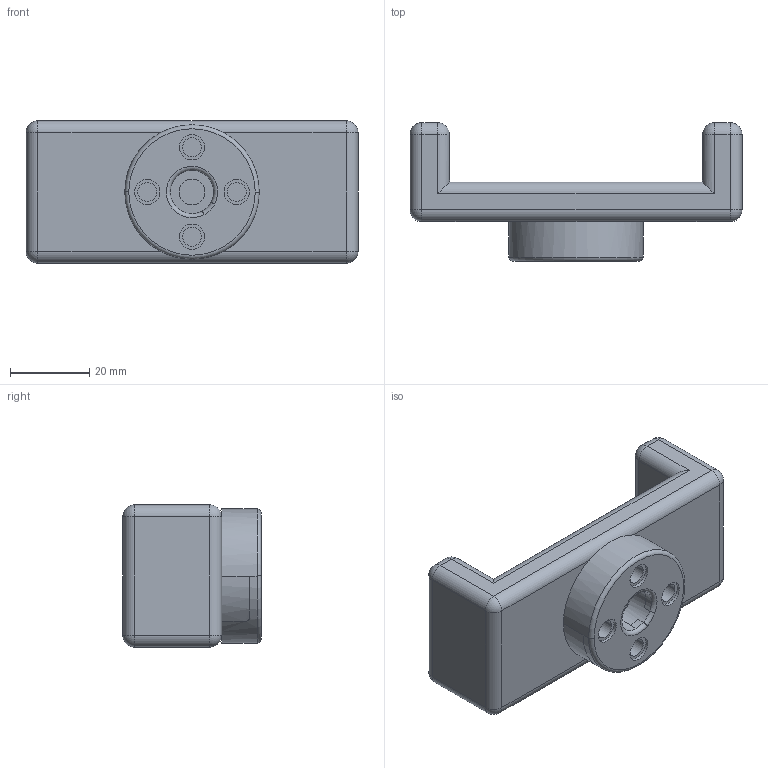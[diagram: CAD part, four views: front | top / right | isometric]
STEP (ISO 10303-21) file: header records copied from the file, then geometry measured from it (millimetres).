
FILE_DESCRIPTION (( 'STEP AP214' ), '1' );
FILE_NAME ('忒儂標厥ん-褫俋楷.STEP', '2023-04-21T03:54:52', ( '' ), ( '' ), 'SwSTEP 2.0', 'SolidWorks 2018', '' );
FILE_SCHEMA (( 'AUTOMOTIVE_DESIGN' ));
Length unit declared in the file: millimetre
Products named in the file (1): 忒儂標厥ん-褫俋楷
Bounding box: 84 x 35 x 36 mm (x, y, z)
Volume: 43699.1 mm3; surface area: 15133.8 mm2
Topology: 1 solids, 1 shells, 158 faces, 377 edges, 220 vertices
Faces by surface type: cylinder 85, plane 41, sphere 20, torus 12
Entity records: 4779 total; most frequent: CARTESIAN_POINT 1046, DIRECTION 855, ORIENTED_EDGE 730, EDGE_CURVE 365, AXIS2_PLACEMENT_3D 353, VERTEX_POINT 220, CIRCLE 194, EDGE_LOOP 173
